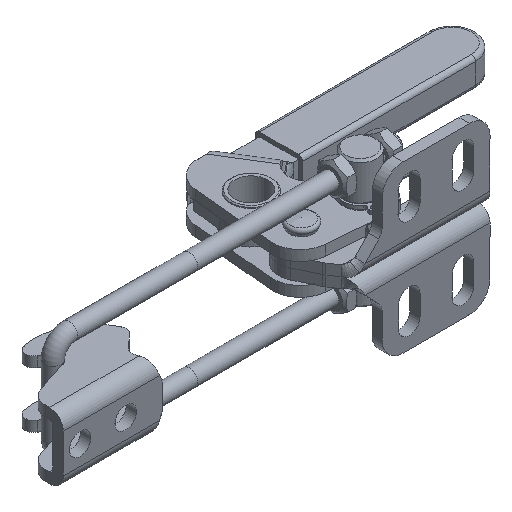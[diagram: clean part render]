
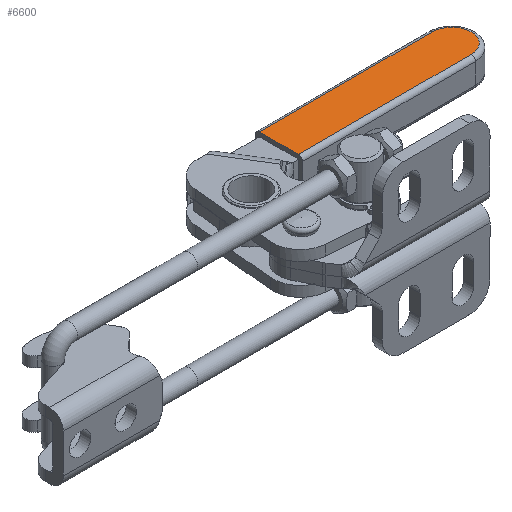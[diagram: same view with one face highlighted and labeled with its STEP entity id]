
A CAD part, isometric view. The second image highlights one B-rep face of the part: STEP entity #6600.
In plain terms, the highlighted planar face has unit normal (0, 0, 1).
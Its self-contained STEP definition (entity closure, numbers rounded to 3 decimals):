
#298=PLANE('',#7217);
#530=FACE_OUTER_BOUND('',#906,.T.);
#906=EDGE_LOOP('',(#5025,#5026,#5027,#5028));
#1441=LINE('',#11314,#1972);
#1443=LINE('',#11325,#1974);
#1452=LINE('',#11349,#1983);
#1972=VECTOR('',#8360,10.);
#1974=VECTOR('',#8374,10.);
#1983=VECTOR('',#8399,10.);
#2443=CIRCLE('',#7206,4.7);
#2915=VERTEX_POINT('',#11311);
#2916=VERTEX_POINT('',#11313);
#2917=VERTEX_POINT('',#11317);
#2918=VERTEX_POINT('',#11321);
#3689=EDGE_CURVE('',#2915,#2916,#1441,.T.);
#3692=EDGE_CURVE('',#2916,#2917,#2443,.T.);
#3695=EDGE_CURVE('',#2917,#2918,#1443,.T.);
#3707=EDGE_CURVE('',#2918,#2915,#1452,.T.);
#5025=ORIENTED_EDGE('',*,*,#3689,.F.);
#5026=ORIENTED_EDGE('',*,*,#3707,.F.);
#5027=ORIENTED_EDGE('',*,*,#3695,.F.);
#5028=ORIENTED_EDGE('',*,*,#3692,.F.);
#6600=ADVANCED_FACE('',(#530),#298,.T.);
#7206=AXIS2_PLACEMENT_3D('',#11319,#8367,#8368);
#7217=AXIS2_PLACEMENT_3D('',#11355,#8403,#8404);
#8360=DIRECTION('',(1.,0.002,0.));
#8367=DIRECTION('center_axis',(0.,0.,
-1.));
#8368=DIRECTION('ref_axis',(1.,0.002,0.));
#8374=DIRECTION('',(-1.,-0.002,0.));
#8399=DIRECTION('',(-0.002,1.,0.));
#8403=DIRECTION('center_axis',(0.,0.,
1.));
#8404=DIRECTION('ref_axis',(1.,0.002,0.));
#11311=CARTESIAN_POINT('',(-6.432,27.004,3.5));
#11313=CARTESIAN_POINT('',(35.368,27.073,3.5));
#11314=CARTESIAN_POINT('',(5.443,27.024,3.5));
#11317=CARTESIAN_POINT('',(35.383,17.673,3.5));
#11319=CARTESIAN_POINT('Origin',(35.375,22.373,3.5));
#11321=CARTESIAN_POINT('',(-6.417,17.604,3.5));
#11325=CARTESIAN_POINT('',(29.208,17.663,3.5));
#11349=CARTESIAN_POINT('',(-6.434,28.004,3.5));
#11355=CARTESIAN_POINT('Origin',(17.325,22.344,3.5));
